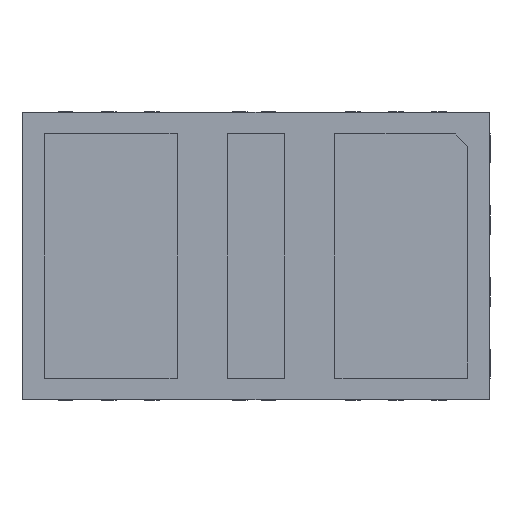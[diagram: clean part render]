
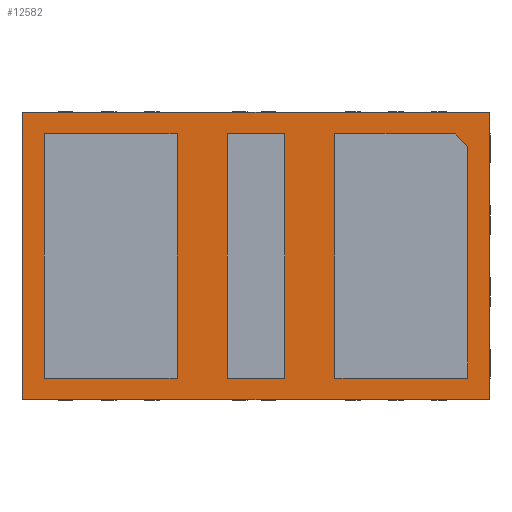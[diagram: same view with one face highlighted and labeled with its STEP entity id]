
A CAD part, front view. The second image highlights one B-rep face of the part: STEP entity #12582.
In plain terms, the highlighted planar face has unit normal (0, -1, 0).
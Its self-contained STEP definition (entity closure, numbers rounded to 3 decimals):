
#2810 = DIRECTION ( 'NONE',  ( 1., 0., 0. ) ) ;
#2811 = VECTOR ( 'NONE', #2810, 1000. ) ;
#2812 = CARTESIAN_POINT ( 'NONE',  ( -3.25, 0., -2. ) ) ;
#2813 = LINE ( 'NONE', #2812, #2811 ) ;
#5077 = DIRECTION ( 'NONE',  ( 0., 0., -1. ) ) ;
#5078 = VECTOR ( 'NONE', #5077, 1000. ) ;
#5079 = CARTESIAN_POINT ( 'NONE',  ( -3.25, 0., 2. ) ) ;
#5082 = LINE ( 'NONE', #5079, #5078 ) ;
#5087 = CARTESIAN_POINT ( 'NONE',  ( -3.25, 0., -2. ) ) ;
#5093 = CARTESIAN_POINT ( 'NONE',  ( -3.25, 0., 2. ) ) ;
#5481 = LINE ( 'NONE', #5552, #5551 ) ;
#5488 = CARTESIAN_POINT ( 'NONE',  ( 3.25, 0., 2. ) ) ;
#5550 = DIRECTION ( 'NONE',  ( 0., 0., 1. ) ) ;
#5551 = VECTOR ( 'NONE', #5550, 1000. ) ;
#5552 = CARTESIAN_POINT ( 'NONE',  ( 3.25, 0., -2. ) ) ;
#5577 = CARTESIAN_POINT ( 'NONE',  ( 3.25, 0., -2. ) ) ;
#9255 = VECTOR ( 'NONE', #9313, 1000. ) ;
#9256 = CARTESIAN_POINT ( 'NONE',  ( -2.95, 0., 1.7 ) ) ;
#9257 = LINE ( 'NONE', #9256, #9255 ) ;
#9266 = CARTESIAN_POINT ( 'NONE',  ( -1.1, 0., 1.7 ) ) ;
#9267 = LINE ( 'NONE', #9266, #9311 ) ;
#9279 = CARTESIAN_POINT ( 'NONE',  ( -1.1, 0., 1.7 ) ) ;
#9303 = DIRECTION ( 'NONE',  ( 1., 0., 0. ) ) ;
#9304 = VECTOR ( 'NONE', #9303, 1000. ) ;
#9305 = CARTESIAN_POINT ( 'NONE',  ( 2.95, 0., -1.7 ) ) ;
#9306 = LINE ( 'NONE', #9305, #9304 ) ;
#9310 = DIRECTION ( 'NONE',  ( 0., 0., 1. ) ) ;
#9311 = VECTOR ( 'NONE', #9310, 1000. ) ;
#9313 = DIRECTION ( 'NONE',  ( -1., 0., 0. ) ) ;
#9863 = ORIENTED_EDGE ( 'NONE', *, *, #12354, .T. ) ;
#12238 = EDGE_LOOP ( 'NONE', ( #12493, #12494, #12579, #12636, #12543 ) ) ;
#12239 = VERTEX_POINT ( 'NONE', #9279 ) ;
#12240 = ORIENTED_EDGE ( 'NONE', *, *, #27252, .T. ) ;
#12241 = EDGE_CURVE ( 'NONE', #12239, #12555, #9257, .T. ) ;
#12242 = ORIENTED_EDGE ( 'NONE', *, *, #12243, .F. ) ;
#12243 = EDGE_CURVE ( 'NONE', #12443, #12239, #9267, .T. ) ;
#12244 = EDGE_CURVE ( 'NONE', #12578, #12495, #9306, .T. ) ;
#12245 = ORIENTED_EDGE ( 'NONE', *, *, #12540, .F. ) ;
#12354 = EDGE_CURVE ( 'NONE', #27451, #27246, #13851, .T. ) ;
#12437 = EDGE_CURVE ( 'NONE', #12485, #12441, #14698, .T. ) ;
#12438 = ORIENTED_EDGE ( 'NONE', *, *, #12440, .F. ) ;
#12439 = EDGE_CURVE ( 'NONE', #12441, #12442, #14753, .T. ) ;
#12440 = EDGE_CURVE ( 'NONE', #12442, #12490, #14784, .T. ) ;
#12441 = VERTEX_POINT ( 'NONE', #14755 ) ;
#12442 = VERTEX_POINT ( 'NONE', #14750 ) ;
#12443 = VERTEX_POINT ( 'NONE', #14752 ) ;
#12444 = ORIENTED_EDGE ( 'NONE', *, *, #12437, .F. ) ;
#12445 = EDGE_CURVE ( 'NONE', #12490, #12485, #14702, .T. ) ;
#12446 = EDGE_CURVE ( 'NONE', #12545, #12578, #14762, .T. ) ;
#12466 = ORIENTED_EDGE ( 'NONE', *, *, #12445, .F. ) ;
#12485 = VERTEX_POINT ( 'NONE', #14838 ) ;
#12486 = ORIENTED_EDGE ( 'NONE', *, *, #27448, .T. ) ;
#12489 = EDGE_CURVE ( 'NONE', #12544, #12545, #14644, .T. ) ;
#12490 = VERTEX_POINT ( 'NONE', #14823 ) ;
#12493 = ORIENTED_EDGE ( 'NONE', *, *, #12489, .F. ) ;
#12494 = ORIENTED_EDGE ( 'NONE', *, *, #12577, .T. ) ;
#12495 = VERTEX_POINT ( 'NONE', #14868 ) ;
#12511 = EDGE_LOOP ( 'NONE', ( #12438, #12583, #12444, #12466 ) ) ;
#12512 = ORIENTED_EDGE ( 'NONE', *, *, #12241, .F. ) ;
#12532 = EDGE_LOOP ( 'NONE', ( #12512, #12242, #12245, #12537 ) ) ;
#12533 = EDGE_LOOP ( 'NONE', ( #12553, #12486, #9863, #12240 ) ) ;
#12537 = ORIENTED_EDGE ( 'NONE', *, *, #12542, .F. ) ;
#12540 = EDGE_CURVE ( 'NONE', #12541, #12443, #14974, .T. ) ;
#12541 = VERTEX_POINT ( 'NONE', #15033 ) ;
#12542 = EDGE_CURVE ( 'NONE', #12555, #12541, #14936, .T. ) ;
#12543 = ORIENTED_EDGE ( 'NONE', *, *, #12446, .F. ) ;
#12544 = VERTEX_POINT ( 'NONE', #15093 ) ;
#12545 = VERTEX_POINT ( 'NONE', #15092 ) ;
#12553 = ORIENTED_EDGE ( 'NONE', *, *, #26320, .T. ) ;
#12555 = VERTEX_POINT ( 'NONE', #17753 ) ;
#12576 = VERTEX_POINT ( 'NONE', #19344 ) ;
#12577 = EDGE_CURVE ( 'NONE', #12544, #12576, #19337, .T. ) ;
#12578 = VERTEX_POINT ( 'NONE', #19349 ) ;
#12579 = ORIENTED_EDGE ( 'NONE', *, *, #12580, .F. ) ;
#12580 = EDGE_CURVE ( 'NONE', #12495, #12576, #19348, .T. ) ;
#12582 = ADVANCED_FACE ( 'NONE', ( #19340, #19341, #19339, #19346 ), #19335, .T. ) ;
#12583 = ORIENTED_EDGE ( 'NONE', *, *, #12439, .F. ) ;
#12636 = ORIENTED_EDGE ( 'NONE', *, *, #12244, .F. ) ;
#13850 = CARTESIAN_POINT ( 'NONE',  ( 3.25, 0., 2. ) ) ;
#13851 = LINE ( 'NONE', #13850, #13864 ) ;
#13863 = DIRECTION ( 'NONE',  ( -1., 0., 0. ) ) ;
#13864 = VECTOR ( 'NONE', #13863, 1000. ) ;
#14607 = VECTOR ( 'NONE', #14612, 1000. ) ;
#14612 = DIRECTION ( 'NONE',  ( 1., 0., 0. ) ) ;
#14613 = CARTESIAN_POINT ( 'NONE',  ( 0.4, 0., -1.7 ) ) ;
#14623 = VECTOR ( 'NONE', #14625, 1000. ) ;
#14625 = DIRECTION ( 'NONE',  ( 0., 0., -1. ) ) ;
#14639 = VECTOR ( 'NONE', #14642, 1000. ) ;
#14642 = DIRECTION ( 'NONE',  ( -1., 0., 0. ) ) ;
#14643 = CARTESIAN_POINT ( 'NONE',  ( 1.1, 0., 1.7 ) ) ;
#14644 = LINE ( 'NONE', #14643, #14639 ) ;
#14698 = LINE ( 'NONE', #14613, #14607 ) ;
#14701 = VECTOR ( 'NONE', #14707, 1000. ) ;
#14702 = LINE ( 'NONE', #14705, #14701 ) ;
#14705 = CARTESIAN_POINT ( 'NONE',  ( -0.4, 0., -1.7 ) ) ;
#14707 = DIRECTION ( 'NONE',  ( 0., 0., -1. ) ) ;
#14747 = CARTESIAN_POINT ( 'NONE',  ( 1.1, 0., -1.7 ) ) ;
#14750 = CARTESIAN_POINT ( 'NONE',  ( 0.4, 0., 1.7 ) ) ;
#14752 = CARTESIAN_POINT ( 'NONE',  ( -1.1, 0., -1.7 ) ) ;
#14753 = LINE ( 'NONE', #14760, #14759 ) ;
#14755 = CARTESIAN_POINT ( 'NONE',  ( 0.4, 0., -1.7 ) ) ;
#14758 = DIRECTION ( 'NONE',  ( 0., 0., 1. ) ) ;
#14759 = VECTOR ( 'NONE', #14758, 1000. ) ;
#14760 = CARTESIAN_POINT ( 'NONE',  ( 0.4, 0., 1.7 ) ) ;
#14762 = LINE ( 'NONE', #14747, #14623 ) ;
#14772 = DIRECTION ( 'NONE',  ( -1., 0., 0. ) ) ;
#14783 = CARTESIAN_POINT ( 'NONE',  ( -0.4, 0., 1.7 ) ) ;
#14784 = LINE ( 'NONE', #14783, #14785 ) ;
#14785 = VECTOR ( 'NONE', #14772, 1000. ) ;
#14823 = CARTESIAN_POINT ( 'NONE',  ( -0.4, 0., 1.7 ) ) ;
#14838 = CARTESIAN_POINT ( 'NONE',  ( -0.4, 0., -1.7 ) ) ;
#14868 = CARTESIAN_POINT ( 'NONE',  ( 2.95, 0., -1.7 ) ) ;
#14935 = CARTESIAN_POINT ( 'NONE',  ( -2.95, 0., -1.7 ) ) ;
#14936 = LINE ( 'NONE', #14935, #14951 ) ;
#14951 = VECTOR ( 'NONE', #14952, 1000. ) ;
#14952 = DIRECTION ( 'NONE',  ( 0., 0., -1. ) ) ;
#14973 = CARTESIAN_POINT ( 'NONE',  ( -1.1, 0., -1.7 ) ) ;
#14974 = LINE ( 'NONE', #14973, #14982 ) ;
#14981 = DIRECTION ( 'NONE',  ( 1., 0., 0. ) ) ;
#14982 = VECTOR ( 'NONE', #14981, 1000. ) ;
#15033 = CARTESIAN_POINT ( 'NONE',  ( -2.95, 0., -1.7 ) ) ;
#15092 = CARTESIAN_POINT ( 'NONE',  ( 1.1, 0., 1.7 ) ) ;
#15093 = CARTESIAN_POINT ( 'NONE',  ( 2.773, 0., 1.7 ) ) ;
#17753 = CARTESIAN_POINT ( 'NONE',  ( -2.95, 0., 1.7 ) ) ;
#19319 = DIRECTION ( 'NONE',  ( 0., 0., -1. ) ) ;
#19324 = CARTESIAN_POINT ( 'NONE',  ( 3.25, 0., -2. ) ) ;
#19325 = DIRECTION ( 'NONE',  ( 0., -1., 0. ) ) ;
#19331 = AXIS2_PLACEMENT_3D ( 'NONE', #19324, #19325, #19319 ) ;
#19335 = PLANE ( 'NONE',  #19331 ) ;
#19336 = VECTOR ( 'NONE', #19343, 1000. ) ;
#19337 = LINE ( 'NONE', #19345, #19336 ) ;
#19339 = FACE_BOUND ( 'NONE', #12532, .T. ) ;
#19340 = FACE_BOUND ( 'NONE', #12511, .T. ) ;
#19341 = FACE_OUTER_BOUND ( 'NONE', #12533, .T. ) ;
#19343 = DIRECTION ( 'NONE',  ( 0.707, 0., -0.707 ) ) ;
#19344 = CARTESIAN_POINT ( 'NONE',  ( 2.95, 0., 1.523 ) ) ;
#19345 = CARTESIAN_POINT ( 'NONE',  ( 2.773, 0., 1.7 ) ) ;
#19346 = FACE_BOUND ( 'NONE', #12238, .T. ) ;
#19348 = LINE ( 'NONE', #19355, #19356 ) ;
#19349 = CARTESIAN_POINT ( 'NONE',  ( 1.1, 0., -1.7 ) ) ;
#19352 = DIRECTION ( 'NONE',  ( 0., 0., 1. ) ) ;
#19355 = CARTESIAN_POINT ( 'NONE',  ( 2.95, 0., 1.7 ) ) ;
#19356 = VECTOR ( 'NONE', #19352, 1000. ) ;
#26320 = EDGE_CURVE ( 'NONE', #27254, #27468, #2813, .T. ) ;
#27246 = VERTEX_POINT ( 'NONE', #5093 ) ;
#27252 = EDGE_CURVE ( 'NONE', #27246, #27254, #5082, .T. ) ;
#27254 = VERTEX_POINT ( 'NONE', #5087 ) ;
#27448 = EDGE_CURVE ( 'NONE', #27468, #27451, #5481, .T. ) ;
#27451 = VERTEX_POINT ( 'NONE', #5488 ) ;
#27468 = VERTEX_POINT ( 'NONE', #5577 ) ;
